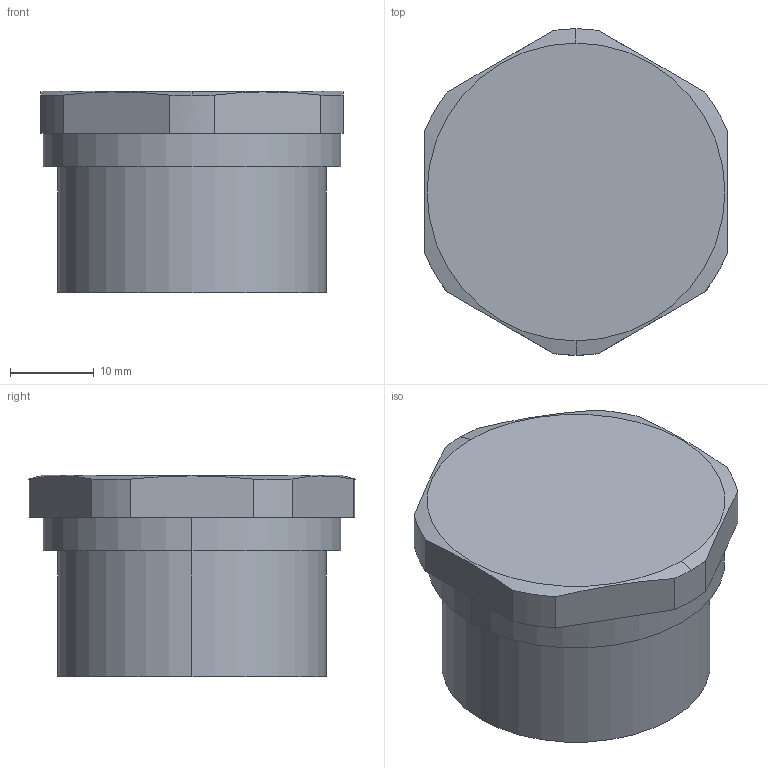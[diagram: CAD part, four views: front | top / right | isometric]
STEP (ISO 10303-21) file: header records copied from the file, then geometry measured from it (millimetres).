
FILE_DESCRIPTION(('SolidDesigner STEP Export'),'2;1');
FILE_NAME('1411109_A_EXSH_M32_68L_N_S-select.stp','2015-09-14T 8:55:53',(''),(''),'Creo Elements/Direct Modeling STEP processor for AP214 (Solid Model)','Creo Elements/Direct Modeling 18.1B 29-Sep-2012 (C) Parametric Technology GmbH','');
FILE_SCHEMA(('AUTOMOTIVE_DESIGN { 1 0 10303 214 1 1 1 1 }'));
Length unit declared in the file: millimetre
Products named in the file (2): 1411109_A_EXSH_M32_68L_N_S-select
Assembly tree (1 placements, depth 2):
  1411109_A_EXSH_M32_68L_N_S-select
    1411109_A_EXSH_M32_68L_N_S-select
Bounding box: 36 x 38.88 x 24 mm (x, y, z)
Volume: 10634.6 mm3; surface area: 6341.4 mm2
Topology: 1 solids, 1 shells, 25 faces, 63 edges, 43 vertices
Faces by surface type: cylinder 12, plane 11, cone 2
Entity records: 1250 total; most frequent: CARTESIAN_POINT 412, ORIENTED_EDGE 126, DIRECTION 120, EDGE_CURVE 63, AXIS2_PLACEMENT_3D 47, VERTEX_POINT 43, EDGE_LOOP 28, VECTOR 26
